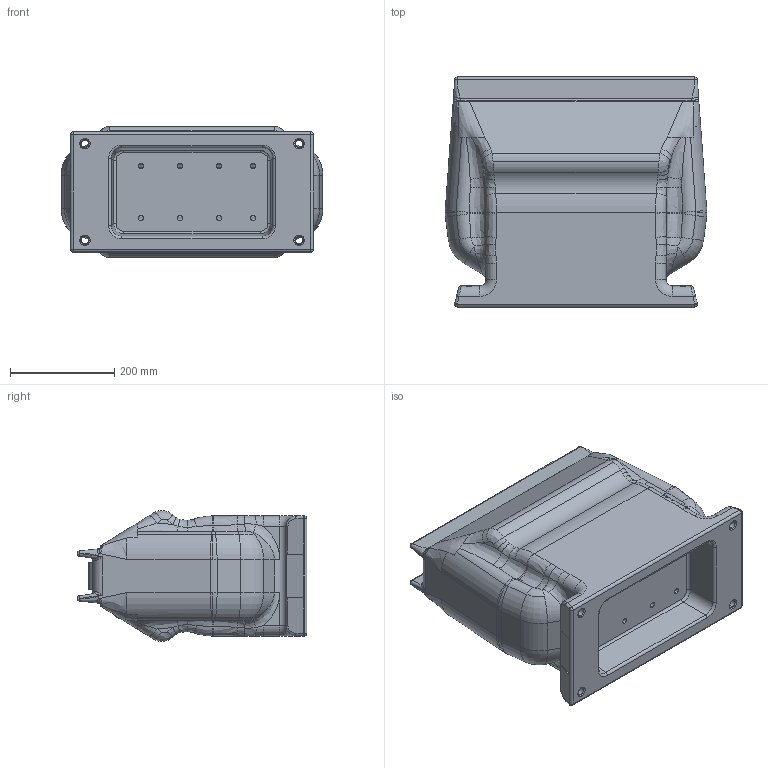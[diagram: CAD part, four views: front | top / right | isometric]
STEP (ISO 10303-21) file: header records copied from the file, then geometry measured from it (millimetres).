
FILE_DESCRIPTION (( 'STEP AP203' ), '1' );
FILE_NAME ('ﾒﾋﾊ-35-5.STEP', '2019-04-16T08:21:29', ( '' ), ( '' ), 'SwSTEP 2.0', 'SolidWorks 2010', '' );
FILE_SCHEMA (( 'CONFIG_CONTROL_DESIGN' ));
Products named in the file (1): ﾒﾋﾊ-35-5
Bounding box: 501 x 440 x 250.72 mm (x, y, z)
Surface area: 829130.6 mm2 (no closed solid volume)
Topology: 0 solids, 1 shells, 712 faces, 2146 edges, 1384 vertices
Faces by surface type: plane 221, cylinder 172, bspline 162, cone 99, torus 44, sphere 14
Entity records: 50436 total; most frequent: CARTESIAN_POINT 32335, ORIENTED_EDGE 3688, DIRECTION 3635, EDGE_CURVE 2120, VERTEX_POINT 1380, AXIS2_PLACEMENT_3D 1354, VECTOR 927, LINE 927
